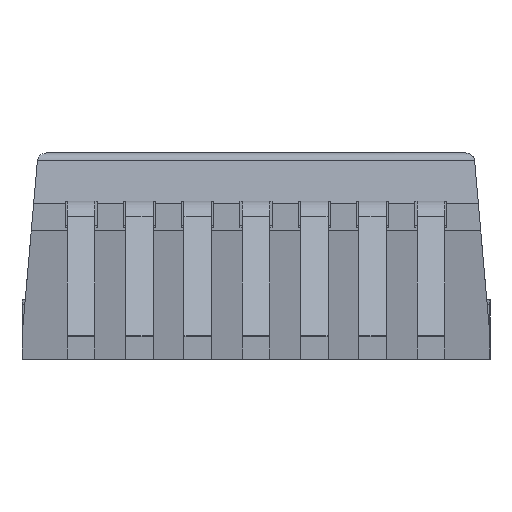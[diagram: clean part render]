
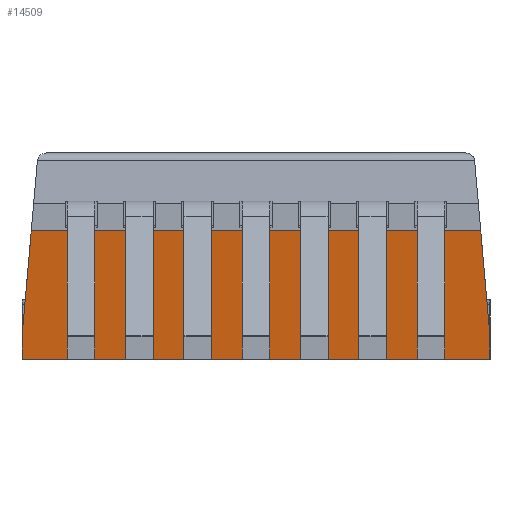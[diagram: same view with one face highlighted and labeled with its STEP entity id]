
A CAD part, front view. The second image highlights one B-rep face of the part: STEP entity #14509.
In plain terms, the highlighted planar face has unit normal (0, -0.99, -0.139).
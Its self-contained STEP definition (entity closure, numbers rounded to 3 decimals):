
#223 = LINE ( 'NONE', #6014, #10485 ) ;
#908 = FACE_OUTER_BOUND ( 'NONE', #7169, .T. ) ;
#1023 = VERTEX_POINT ( 'NONE', #17345 ) ;
#1141 = CARTESIAN_POINT ( 'NONE',  ( -4.9, -4.448, -1.717 ) ) ;
#1539 = LINE ( 'NONE', #7320, #7391 ) ;
#1707 = LINE ( 'NONE', #7477, #18581 ) ;
#1910 = AXIS2_PLACEMENT_3D ( 'NONE', #3937, #9739, #15497 ) ;
#2074 = VECTOR ( 'NONE', #6941, 1000. ) ;
#3391 = DIRECTION ( 'NONE',  ( 0., 0.139, -0.99 ) ) ;
#3682 = CARTESIAN_POINT ( 'NONE',  ( -4.899, -4.45, -1.7 ) ) ;
#3937 = CARTESIAN_POINT ( 'NONE',  ( -5.1, -4.45, -1.7 ) ) ;
#4416 = EDGE_CURVE ( 'NONE', #15258, #17614, #14139, .T. ) ;
#4506 = DIRECTION ( 'NONE',  ( 1., 0., 0. ) ) ;
#4762 = EDGE_CURVE ( 'NONE', #13543, #16337, #10626, .T. ) ;
#6014 = CARTESIAN_POINT ( 'NONE',  ( 0., -4.056, -4.5 ) ) ;
#6694 = PLANE ( 'NONE',  #1910 ) ;
#6818 = CARTESIAN_POINT ( 'NONE',  ( 5.1, -4.056, -4.5 ) ) ;
#6941 = DIRECTION ( 'NONE',  ( -0.086, 0.139, -0.987 ) ) ;
#7169 = EDGE_LOOP ( 'NONE', ( #14499, #14648, #13407, #7978, #9704, #10000 ) ) ;
#7320 = CARTESIAN_POINT ( 'NONE',  ( -5.1, -3.892, -5.672 ) ) ;
#7329 = LINE ( 'NONE', #17484, #14895 ) ;
#7391 = VECTOR ( 'NONE', #13100, 1000. ) ;
#7477 = CARTESIAN_POINT ( 'NONE',  ( 4.824, -4.57, -0.849 ) ) ;
#7978 = ORIENTED_EDGE ( 'NONE', *, *, #4416, .T. ) ;
#8793 = CARTESIAN_POINT ( 'NONE',  ( 5.1, -4.127, -4. ) ) ;
#8913 = EDGE_CURVE ( 'NONE', #16337, #16366, #223, .T. ) ;
#9251 = CARTESIAN_POINT ( 'NONE',  ( -5.1, -4.127, -4. ) ) ;
#9686 = VECTOR ( 'NONE', #3391, 1000. ) ;
#9704 = ORIENTED_EDGE ( 'NONE', *, *, #14865, .F. ) ;
#9739 = DIRECTION ( 'NONE',  ( 0., 0.99, 0.139 ) ) ;
#9771 = CARTESIAN_POINT ( 'NONE',  ( -5.1, -4.056, -4.5 ) ) ;
#10000 = ORIENTED_EDGE ( 'NONE', *, *, #8913, .F. ) ;
#10485 = VECTOR ( 'NONE', #11811, 1000. ) ;
#10626 = LINE ( 'NONE', #16375, #9686 ) ;
#11811 = DIRECTION ( 'NONE',  ( -1., 0., 0. ) ) ;
#12417 = EDGE_CURVE ( 'NONE', #13543, #1023, #1707, .T. ) ;
#13100 = DIRECTION ( 'NONE',  ( 0., -0.139, 0.99 ) ) ;
#13259 = DIRECTION ( 'NONE',  ( -0.086, -0.139, 0.987 ) ) ;
#13407 = ORIENTED_EDGE ( 'NONE', *, *, #16867, .F. ) ;
#13543 = VERTEX_POINT ( 'NONE', #8793 ) ;
#14139 = LINE ( 'NONE', #1141, #2074 ) ;
#14499 = ORIENTED_EDGE ( 'NONE', *, *, #4762, .F. ) ;
#14509 = ADVANCED_FACE ( 'NONE', ( #908 ), #6694, .F. ) ;
#14648 = ORIENTED_EDGE ( 'NONE', *, *, #12417, .T. ) ;
#14865 = EDGE_CURVE ( 'NONE', #16366, #17614, #1539, .T. ) ;
#14895 = VECTOR ( 'NONE', #4506, 1000. ) ;
#15258 = VERTEX_POINT ( 'NONE', #3682 ) ;
#15497 = DIRECTION ( 'NONE',  ( 1., 0., 0. ) ) ;
#16337 = VERTEX_POINT ( 'NONE', #6818 ) ;
#16366 = VERTEX_POINT ( 'NONE', #9771 ) ;
#16375 = CARTESIAN_POINT ( 'NONE',  ( 5.1, -3.892, -5.672 ) ) ;
#16867 = EDGE_CURVE ( 'NONE', #15258, #1023, #7329, .T. ) ;
#17345 = CARTESIAN_POINT ( 'NONE',  ( 4.899, -4.45, -1.7 ) ) ;
#17484 = CARTESIAN_POINT ( 'NONE',  ( -5.1, -4.45, -1.7 ) ) ;
#17614 = VERTEX_POINT ( 'NONE', #9251 ) ;
#18581 = VECTOR ( 'NONE', #13259, 1000. ) ;
